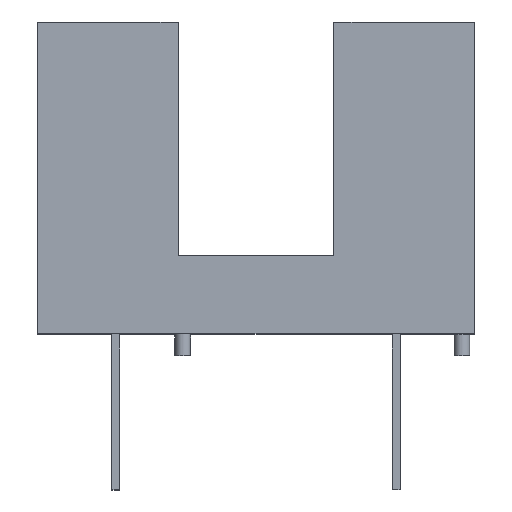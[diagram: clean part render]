
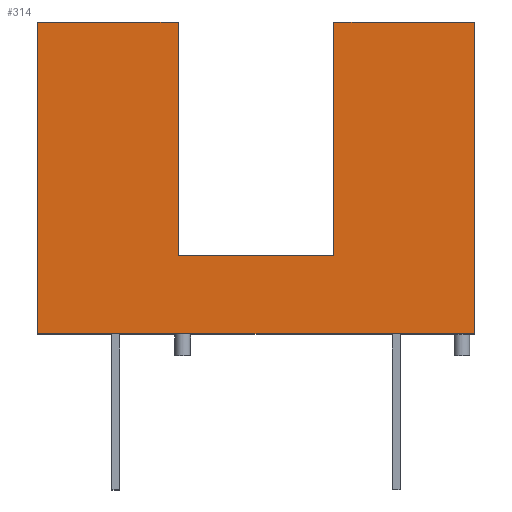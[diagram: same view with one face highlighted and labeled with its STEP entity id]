
A CAD part, top view. The second image highlights one B-rep face of the part: STEP entity #314.
In plain terms, the highlighted planar face has unit normal (0, 0, 1).
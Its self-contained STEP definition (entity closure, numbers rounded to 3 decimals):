
#182 = VERTEX_POINT ( 'NONE', #1095 ) ;
#197 = EDGE_CURVE ( 'NONE', #213, #290, #1063, .T. ) ;
#213 = VERTEX_POINT ( 'NONE', #1033 ) ;
#216 = EDGE_CURVE ( 'NONE', #221, #364, #1028, .T. ) ;
#221 = VERTEX_POINT ( 'NONE', #1024 ) ;
#269 = VERTEX_POINT ( 'NONE', #1158 ) ;
#271 = EDGE_CURVE ( 'NONE', #182, #269, #1157, .T. ) ;
#273 = EDGE_CURVE ( 'NONE', #290, #182, #1153, .T. ) ;
#290 = VERTEX_POINT ( 'NONE', #1335 ) ;
#291 = EDGE_CURVE ( 'NONE', #361, #213, #1334, .T. ) ;
#299 = ORIENTED_EDGE ( 'NONE', *, *, #216, .T. ) ;
#300 = ORIENTED_EDGE ( 'NONE', *, *, #363, .T. ) ;
#301 = ORIENTED_EDGE ( 'NONE', *, *, #291, .T. ) ;
#307 = EDGE_CURVE ( 'NONE', #269, #319, #1371, .T. ) ;
#312 = EDGE_CURVE ( 'NONE', #319, #221, #1360, .T. ) ;
#314 = ADVANCED_FACE ( 'NONE', ( #1356 ), #1355, .T. ) ;
#315 = EDGE_LOOP ( 'NONE', ( #299, #300, #301, #317, #318, #330, #331, #332 ) ) ;
#317 = ORIENTED_EDGE ( 'NONE', *, *, #197, .T. ) ;
#318 = ORIENTED_EDGE ( 'NONE', *, *, #273, .T. ) ;
#319 = VERTEX_POINT ( 'NONE', #1346 ) ;
#330 = ORIENTED_EDGE ( 'NONE', *, *, #271, .T. ) ;
#331 = ORIENTED_EDGE ( 'NONE', *, *, #307, .T. ) ;
#332 = ORIENTED_EDGE ( 'NONE', *, *, #312, .T. ) ;
#361 = VERTEX_POINT ( 'NONE', #1207 ) ;
#363 = EDGE_CURVE ( 'NONE', #364, #361, #1206, .T. ) ;
#364 = VERTEX_POINT ( 'NONE', #1202 ) ;
#1024 = CARTESIAN_POINT ( 'NONE',  ( -7., 10., 6. ) ) ;
#1025 = DIRECTION ( 'NONE',  ( 0., -1., 0. ) ) ;
#1026 = VECTOR ( 'NONE', #1025, 1000. ) ;
#1027 = CARTESIAN_POINT ( 'NONE',  ( -7., 10., 6. ) ) ;
#1028 = LINE ( 'NONE', #1027, #1026 ) ;
#1033 = CARTESIAN_POINT ( 'NONE',  ( 7., 10., 6. ) ) ;
#1060 = DIRECTION ( 'NONE',  ( -1., 0., 0. ) ) ;
#1061 = VECTOR ( 'NONE', #1060, 1000. ) ;
#1062 = CARTESIAN_POINT ( 'NONE',  ( 2.5, 10., 6. ) ) ;
#1063 = LINE ( 'NONE', #1062, #1061 ) ;
#1095 = CARTESIAN_POINT ( 'NONE',  ( 2.5, 2.5, 6. ) ) ;
#1150 = DIRECTION ( 'NONE',  ( 0., -1., 0. ) ) ;
#1151 = VECTOR ( 'NONE', #1150, 1000. ) ;
#1152 = CARTESIAN_POINT ( 'NONE',  ( 2.5, 10., 6. ) ) ;
#1153 = LINE ( 'NONE', #1152, #1151 ) ;
#1154 = DIRECTION ( 'NONE',  ( -1., 0., 0. ) ) ;
#1155 = VECTOR ( 'NONE', #1154, 1000. ) ;
#1156 = CARTESIAN_POINT ( 'NONE',  ( -2.5, 2.5, 6. ) ) ;
#1157 = LINE ( 'NONE', #1156, #1155 ) ;
#1158 = CARTESIAN_POINT ( 'NONE',  ( -2.5, 2.5, 6. ) ) ;
#1202 = CARTESIAN_POINT ( 'NONE',  ( -7., 0., 6. ) ) ;
#1203 = DIRECTION ( 'NONE',  ( 1., 0., 0. ) ) ;
#1204 = VECTOR ( 'NONE', #1203, 1000. ) ;
#1205 = CARTESIAN_POINT ( 'NONE',  ( -7., 0., 6. ) ) ;
#1206 = LINE ( 'NONE', #1205, #1204 ) ;
#1207 = CARTESIAN_POINT ( 'NONE',  ( 7., 0., 6. ) ) ;
#1331 = DIRECTION ( 'NONE',  ( 0., 1., 0. ) ) ;
#1332 = VECTOR ( 'NONE', #1331, 1000. ) ;
#1333 = CARTESIAN_POINT ( 'NONE',  ( 7., 10., 6. ) ) ;
#1334 = LINE ( 'NONE', #1333, #1332 ) ;
#1335 = CARTESIAN_POINT ( 'NONE',  ( 2.5, 10., 6. ) ) ;
#1346 = CARTESIAN_POINT ( 'NONE',  ( -2.5, 10., 6. ) ) ;
#1351 = DIRECTION ( 'NONE',  ( 1., 0., 0. ) ) ;
#1352 = DIRECTION ( 'NONE',  ( 0., 0., 1. ) ) ;
#1353 = CARTESIAN_POINT ( 'NONE',  ( -7., 2.5, 6. ) ) ;
#1354 = AXIS2_PLACEMENT_3D ( 'NONE', #1353, #1352, #1351 ) ;
#1355 = PLANE ( 'NONE',  #1354 ) ;
#1356 = FACE_OUTER_BOUND ( 'NONE', #315, .T. ) ;
#1357 = DIRECTION ( 'NONE',  ( -1., 0., 0. ) ) ;
#1358 = VECTOR ( 'NONE', #1357, 1000. ) ;
#1359 = CARTESIAN_POINT ( 'NONE',  ( -7., 10., 6. ) ) ;
#1360 = LINE ( 'NONE', #1359, #1358 ) ;
#1363 = DIRECTION ( 'NONE',  ( 0., 1., 0. ) ) ;
#1369 = VECTOR ( 'NONE', #1363, 1000. ) ;
#1370 = CARTESIAN_POINT ( 'NONE',  ( -2.5, 10., 6. ) ) ;
#1371 = LINE ( 'NONE', #1370, #1369 ) ;
